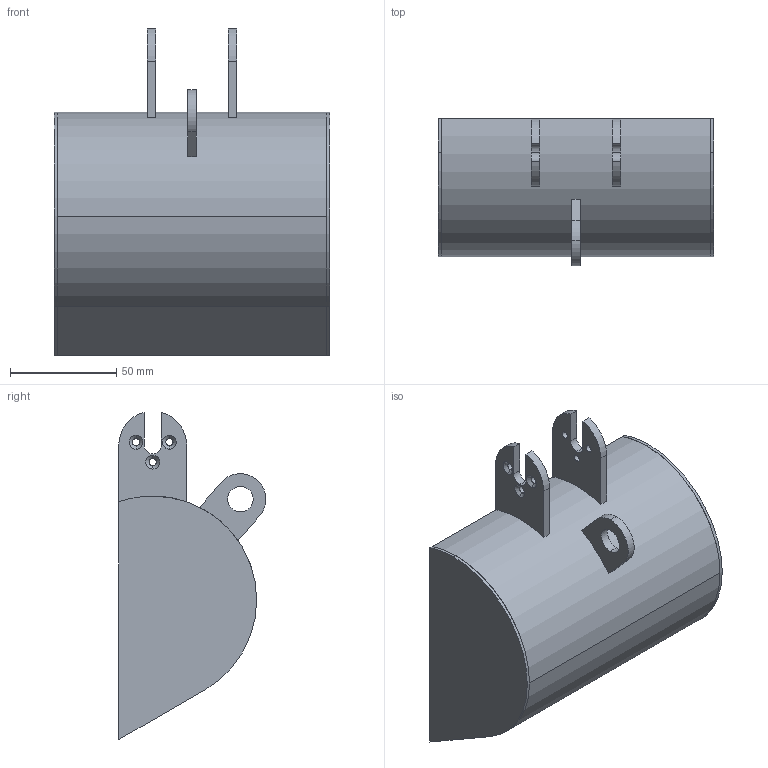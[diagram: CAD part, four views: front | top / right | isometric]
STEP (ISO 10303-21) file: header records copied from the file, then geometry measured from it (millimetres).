
FILE_DESCRIPTION (( 'STEP AP214' ), '1' );
FILE_NAME ('GODET REP 22.STEP', '2021-01-31T12:34:11', ( '' ), ( '' ), 'SwSTEP 2.0', 'SolidWorks 2019', '' );
FILE_SCHEMA (( 'AUTOMOTIVE_DESIGN' ));
Length unit declared in the file: millimetre
Products named in the file (6): GODET REP 22; Paroi; Chape2; Profilé; Enveloppe; Chape1
Assembly tree (6 placements, depth 2):
  GODET REP 22
    Paroi  x2
    Enveloppe
    Profilé
    Chape1
    Chape2
Bounding box: 130 x 69.59 x 154.28 mm (x, y, z)
Volume: 60650.8 mm3; surface area: 79334.7 mm2
Topology: 6 solids, 6 shells, 81 faces, 191 edges, 122 vertices
Faces by surface type: cylinder 37, plane 32, cone 12
Entity records: 2465 total; most frequent: DIRECTION 429, CARTESIAN_POINT 377, ORIENTED_EDGE 358, EDGE_CURVE 179, AXIS2_PLACEMENT_3D 166, VERTEX_POINT 114, VECTOR 97, LINE 97
